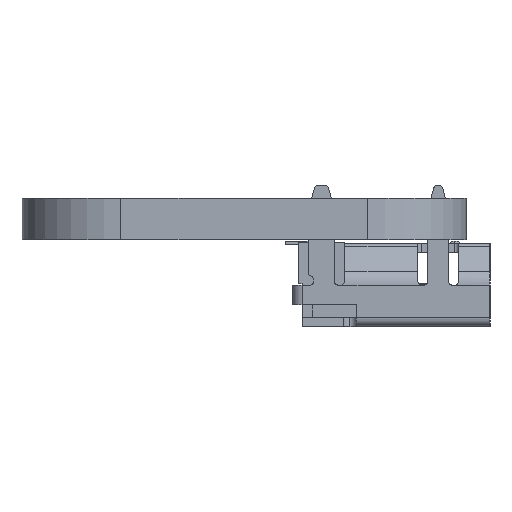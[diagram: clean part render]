
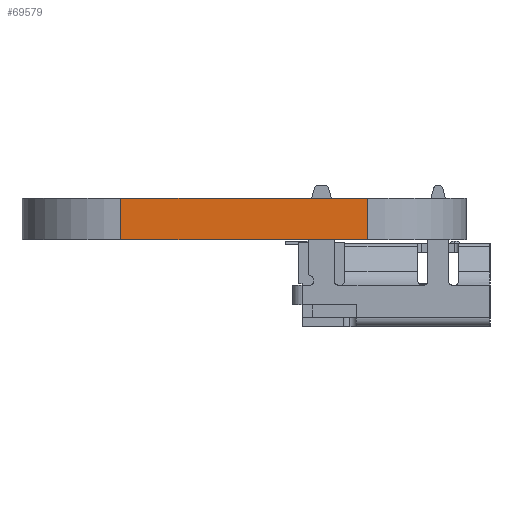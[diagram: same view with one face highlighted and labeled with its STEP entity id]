
A CAD part, left-side view. The second image highlights one B-rep face of the part: STEP entity #69579.
In plain terms, the highlighted planar face has unit normal (-1, 0, 0).
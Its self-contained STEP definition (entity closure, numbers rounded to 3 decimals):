
#67841 = PLANE('',#67842);
#67842 = AXIS2_PLACEMENT_3D('',#67843,#67844,#67845);
#67843 = CARTESIAN_POINT('',(0.,0.,1.6)
  );
#67844 = DIRECTION('',(-0.,-0.,-1.));
#67845 = DIRECTION('',(-1.,0.,0.));
#67895 = PLANE('',#67896);
#67896 = AXIS2_PLACEMENT_3D('',#67897,#67898,#67899);
#67897 = CARTESIAN_POINT('',(0.,0.,0.)
  );
#67898 = DIRECTION('',(-0.,-0.,-1.));
#67899 = DIRECTION('',(-1.,0.,0.));
#68108 = VERTEX_POINT('',#68109);
#68109 = CARTESIAN_POINT('',(-14.605,-4.763,0.));
#68128 = CYLINDRICAL_SURFACE('',#68129,3.811);
#68129 = AXIS2_PLACEMENT_3D('',#68130,#68131,#68132);
#68130 = CARTESIAN_POINT('',(-10.795,-4.762,0.));
#68131 = DIRECTION('',(-0.,-0.,-1.));
#68132 = DIRECTION('',(1.,0.,-0.));
#68140 = EDGE_CURVE('',#68108,#68141,#68143,.T.);
#68141 = VERTEX_POINT('',#68142);
#68142 = CARTESIAN_POINT('',(-14.605,4.763,0.));
#68143 = SURFACE_CURVE('',#68144,(#68148,#68155),.PCURVE_S1.);
#68144 = LINE('',#68145,#68146);
#68145 = CARTESIAN_POINT('',(-14.605,-4.763,0.));
#68146 = VECTOR('',#68147,1.);
#68147 = DIRECTION('',(0.,1.,0.));
#68148 = PCURVE('',#67895,#68149);
#68149 = DEFINITIONAL_REPRESENTATION('',(#68150),#68154);
#68150 = LINE('',#68151,#68152);
#68151 = CARTESIAN_POINT('',(14.605,-4.763));
#68152 = VECTOR('',#68153,1.);
#68153 = DIRECTION('',(0.,1.));
#68154 = ( GEOMETRIC_REPRESENTATION_CONTEXT(2) 
PARAMETRIC_REPRESENTATION_CONTEXT() REPRESENTATION_CONTEXT('2D SPACE',''
  ) );
#68155 = PCURVE('',#68156,#68161);
#68156 = PLANE('',#68157);
#68157 = AXIS2_PLACEMENT_3D('',#68158,#68159,#68160);
#68158 = CARTESIAN_POINT('',(-14.605,-4.763,0.));
#68159 = DIRECTION('',(-1.,0.,0.));
#68160 = DIRECTION('',(0.,1.,0.));
#68161 = DEFINITIONAL_REPRESENTATION('',(#68162),#68166);
#68162 = LINE('',#68163,#68164);
#68163 = CARTESIAN_POINT('',(0.,0.));
#68164 = VECTOR('',#68165,1.);
#68165 = DIRECTION('',(1.,0.));
#68166 = ( GEOMETRIC_REPRESENTATION_CONTEXT(2) 
PARAMETRIC_REPRESENTATION_CONTEXT() REPRESENTATION_CONTEXT('2D SPACE',''
  ) );
#68189 = CYLINDRICAL_SURFACE('',#68190,3.81);
#68190 = AXIS2_PLACEMENT_3D('',#68191,#68192,#68193);
#68191 = CARTESIAN_POINT('',(-10.795,4.763,0.));
#68192 = DIRECTION('',(-0.,-0.,-1.));
#68193 = DIRECTION('',(1.,0.,-0.));
#68846 = VERTEX_POINT('',#68847);
#68847 = CARTESIAN_POINT('',(-14.605,-4.763,1.6));
#68873 = EDGE_CURVE('',#68846,#68874,#68876,.T.);
#68874 = VERTEX_POINT('',#68875);
#68875 = CARTESIAN_POINT('',(-14.605,4.763,1.6));
#68876 = SURFACE_CURVE('',#68877,(#68881,#68888),.PCURVE_S1.);
#68877 = LINE('',#68878,#68879);
#68878 = CARTESIAN_POINT('',(-14.605,-4.763,1.6));
#68879 = VECTOR('',#68880,1.);
#68880 = DIRECTION('',(0.,1.,0.));
#68881 = PCURVE('',#67841,#68882);
#68882 = DEFINITIONAL_REPRESENTATION('',(#68883),#68887);
#68883 = LINE('',#68884,#68885);
#68884 = CARTESIAN_POINT('',(14.605,-4.763));
#68885 = VECTOR('',#68886,1.);
#68886 = DIRECTION('',(0.,1.));
#68887 = ( GEOMETRIC_REPRESENTATION_CONTEXT(2) 
PARAMETRIC_REPRESENTATION_CONTEXT() REPRESENTATION_CONTEXT('2D SPACE',''
  ) );
#68888 = PCURVE('',#68156,#68889);
#68889 = DEFINITIONAL_REPRESENTATION('',(#68890),#68894);
#68890 = LINE('',#68891,#68892);
#68891 = CARTESIAN_POINT('',(0.,-1.6));
#68892 = VECTOR('',#68893,1.);
#68893 = DIRECTION('',(1.,0.));
#68894 = ( GEOMETRIC_REPRESENTATION_CONTEXT(2) 
PARAMETRIC_REPRESENTATION_CONTEXT() REPRESENTATION_CONTEXT('2D SPACE',''
  ) );
#69529 = EDGE_CURVE('',#68108,#68846,#69530,.T.);
#69530 = SURFACE_CURVE('',#69531,(#69535,#69542),.PCURVE_S1.);
#69531 = LINE('',#69532,#69533);
#69532 = CARTESIAN_POINT('',(-14.605,-4.763,0.));
#69533 = VECTOR('',#69534,1.);
#69534 = DIRECTION('',(0.,0.,1.));
#69535 = PCURVE('',#68128,#69536);
#69536 = DEFINITIONAL_REPRESENTATION('',(#69537),#69541);
#69537 = LINE('',#69538,#69539);
#69538 = CARTESIAN_POINT('',(-3.142,0.));
#69539 = VECTOR('',#69540,1.);
#69540 = DIRECTION('',(-0.,-1.));
#69541 = ( GEOMETRIC_REPRESENTATION_CONTEXT(2) 
PARAMETRIC_REPRESENTATION_CONTEXT() REPRESENTATION_CONTEXT('2D SPACE',''
  ) );
#69542 = PCURVE('',#68156,#69543);
#69543 = DEFINITIONAL_REPRESENTATION('',(#69544),#69548);
#69544 = LINE('',#69545,#69546);
#69545 = CARTESIAN_POINT('',(0.,0.));
#69546 = VECTOR('',#69547,1.);
#69547 = DIRECTION('',(0.,-1.));
#69548 = ( GEOMETRIC_REPRESENTATION_CONTEXT(2) 
PARAMETRIC_REPRESENTATION_CONTEXT() REPRESENTATION_CONTEXT('2D SPACE',''
  ) );
#69558 = EDGE_CURVE('',#68141,#68874,#69559,.T.);
#69559 = SURFACE_CURVE('',#69560,(#69564,#69571),.PCURVE_S1.);
#69560 = LINE('',#69561,#69562);
#69561 = CARTESIAN_POINT('',(-14.605,4.763,0.));
#69562 = VECTOR('',#69563,1.);
#69563 = DIRECTION('',(0.,0.,1.));
#69564 = PCURVE('',#68189,#69565);
#69565 = DEFINITIONAL_REPRESENTATION('',(#69566),#69570);
#69566 = LINE('',#69567,#69568);
#69567 = CARTESIAN_POINT('',(-3.142,0.));
#69568 = VECTOR('',#69569,1.);
#69569 = DIRECTION('',(-0.,-1.));
#69570 = ( GEOMETRIC_REPRESENTATION_CONTEXT(2) 
PARAMETRIC_REPRESENTATION_CONTEXT() REPRESENTATION_CONTEXT('2D SPACE',''
  ) );
#69571 = PCURVE('',#68156,#69572);
#69572 = DEFINITIONAL_REPRESENTATION('',(#69573),#69577);
#69573 = LINE('',#69574,#69575);
#69574 = CARTESIAN_POINT('',(9.525,0.));
#69575 = VECTOR('',#69576,1.);
#69576 = DIRECTION('',(0.,-1.));
#69577 = ( GEOMETRIC_REPRESENTATION_CONTEXT(2) 
PARAMETRIC_REPRESENTATION_CONTEXT() REPRESENTATION_CONTEXT('2D SPACE',''
  ) );
#69579 = ADVANCED_FACE('',(#69580),#68156,.T.);
#69580 = FACE_BOUND('',#69581,.T.);
#69581 = EDGE_LOOP('',(#69582,#69583,#69584,#69585));
#69582 = ORIENTED_EDGE('',*,*,#69529,.T.);
#69583 = ORIENTED_EDGE('',*,*,#68873,.T.);
#69584 = ORIENTED_EDGE('',*,*,#69558,.F.);
#69585 = ORIENTED_EDGE('',*,*,#68140,.F.);
